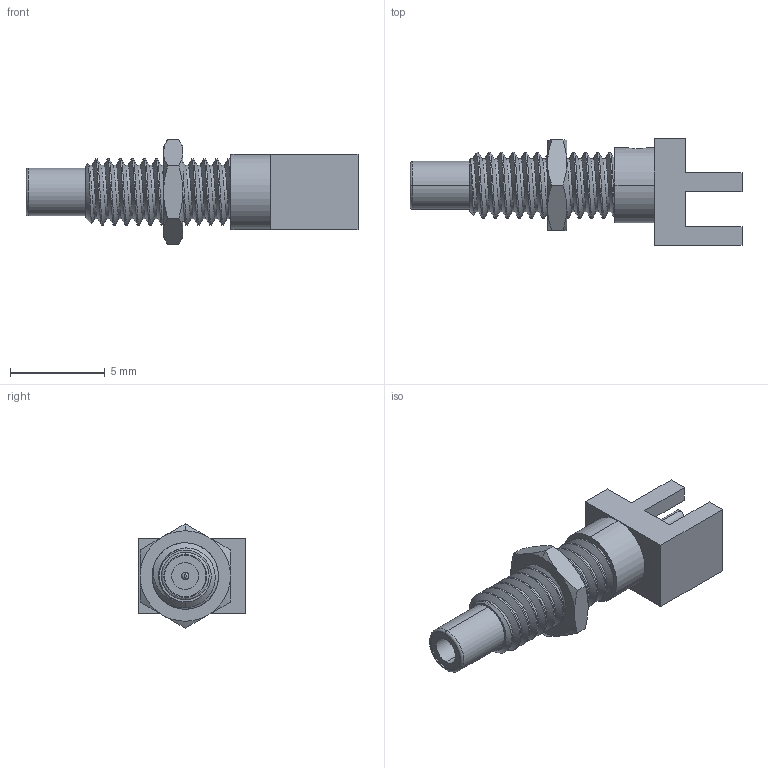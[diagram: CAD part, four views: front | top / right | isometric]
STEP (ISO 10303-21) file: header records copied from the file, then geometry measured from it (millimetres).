
FILE_DESCRIPTION (( 'STEP AP203' ), '1' );
FILE_NAME ('2467-000-G91P-011.step', '2018-06-28T15:10:05', ( '' ), ( '' ), 'SwSTEP 2.0', 'SolidWorks 2017', '' );
FILE_SCHEMA (( 'CONFIG_CONTROL_DESIGN' ));
Length unit declared in the file: inch
Products named in the file (1): 2467-000-G91P-011
Bounding box: 17.53 x 5.64 x 5.51 mm (x, y, z)
Volume: 162.1 mm3; surface area: 370.8 mm2
Topology: 2 solids, 2 shells, 112 faces, 273 edges, 173 vertices
Faces by surface type: cylinder 48, plane 32, cone 22, bspline 6, torus 4
Entity records: 7003 total; most frequent: CARTESIAN_POINT 4505, ORIENTED_EDGE 546, DIRECTION 450, EDGE_CURVE 273, AXIS2_PLACEMENT_3D 176, VERTEX_POINT 173, EDGE_LOOP 122, ADVANCED_FACE 112
